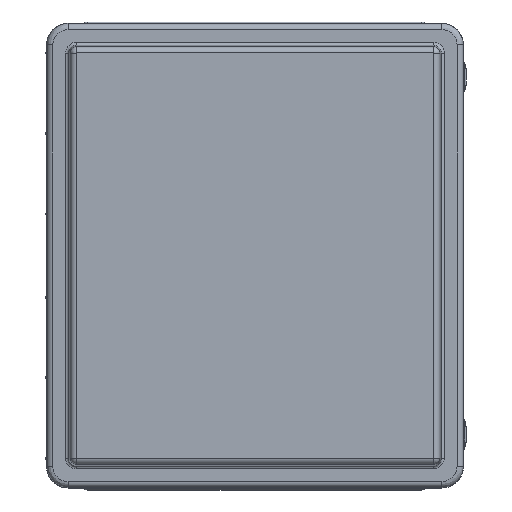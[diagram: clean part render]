
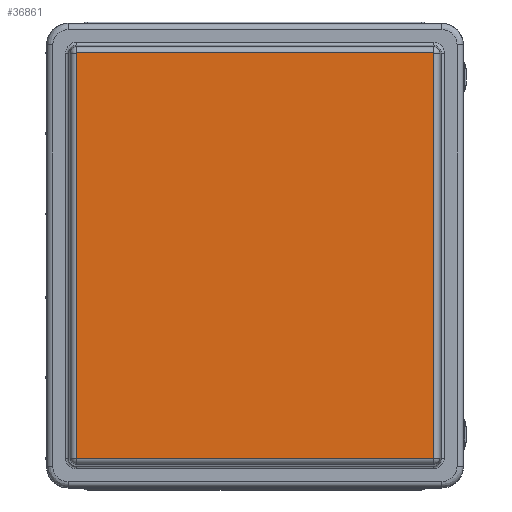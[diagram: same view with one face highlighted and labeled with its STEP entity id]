
A CAD part, top view. The second image highlights one B-rep face of the part: STEP entity #36861.
In plain terms, the highlighted planar face has unit normal (0, 0, 1).
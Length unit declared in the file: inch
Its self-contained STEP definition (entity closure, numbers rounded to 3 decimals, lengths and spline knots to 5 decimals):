
#94 = CARTESIAN_POINT ( 'NONE',  ( 7.50285, 8.50292, 2.07939 ) ) ;
#152 = LINE ( 'NONE', #18996, #9282 ) ;
#2470 = CARTESIAN_POINT ( 'NONE',  ( 7.51063, -8.49763, 2.07939 ) ) ;
#3877 = EDGE_CURVE ( 'NONE', #55329, #47223, #4075, .T. ) ;
#4075 = B_SPLINE_CURVE_WITH_KNOTS ( 'NONE', 3,
 ( #43081, #62790, #47717, #52604, #43496, #13852, #23634, #33916, #94, #4343 ),
 .UNSPECIFIED., .F., .F.,
 ( 4, 2, 2, 2, 4 ),
 ( 0., 0.5, 0.625, 0.75, 1. ),
 .UNSPECIFIED. ) ;
#4343 = CARTESIAN_POINT ( 'NONE',  ( 7.5015, 8.50292, 2.07939 ) ) ;
#5306 = CARTESIAN_POINT ( 'NONE',  ( -7.48025, 8.49691, 2.07939 ) ) ;
#5556 = CARTESIAN_POINT ( 'NONE',  ( -7.47077, -8.50292, 2.07939 ) ) ;
#6457 = CARTESIAN_POINT ( 'NONE',  ( -7.48123, -4.24622, 2.07939 ) ) ;
#7526 = CARTESIAN_POINT ( 'NONE',  ( 7.51173, -8.49508, 2.07939 ) ) ;
#7570 = CARTESIAN_POINT ( 'NONE',  ( -3.7277, 8.50292, 2.07939 ) ) ;
#9282 = VECTOR ( 'NONE', #38760, 39.37008 ) ;
#10176 = CARTESIAN_POINT ( 'NONE',  ( -7.47364, 8.50292, 2.07939 ) ) ;
#10195 = CARTESIAN_POINT ( 'NONE',  ( -7.47077, -8.50292, 2.07939 ) ) ;
#11050 = AXIS2_PLACEMENT_3D ( 'NONE', #12027, #54999, #45462 ) ;
#11220 = CARTESIAN_POINT ( 'NONE',  ( 7.51197, -8.49245, 2.07939 ) ) ;
#11989 = CARTESIAN_POINT ( 'NONE',  ( 7.50985, -8.49881, 2.07939 ) ) ;
#12027 = CARTESIAN_POINT ( 'NONE',  ( 0.01537, 0., 2.07939 ) ) ;
#12273 = EDGE_CURVE ( 'NONE', #55329, #35957, #152, .T. ) ;
#12809 = ORIENTED_EDGE ( 'NONE', *, *, #12273, .F. ) ;
#13852 = CARTESIAN_POINT ( 'NONE',  ( 7.50668, 8.50158, 2.07939 ) ) ;
#14172 = EDGE_CURVE ( 'NONE', #58282, #18208, #43470, .T. ) ;
#14252 = EDGE_CURVE ( 'NONE', #55104, #53991, #23759, .T. ) ;
#14402 = CARTESIAN_POINT ( 'NONE',  ( -7.48099, 8.49508, 2.07939 ) ) ;
#15036 = CARTESIAN_POINT ( 'NONE',  ( -7.48123, 8.49245, 2.07939 ) ) ;
#15271 = CARTESIAN_POINT ( 'NONE',  ( -7.48123, -8.49245, 2.07939 ) ) ;
#16540 = ORIENTED_EDGE ( 'NONE', *, *, #3877, .T. ) ;
#17096 = CARTESIAN_POINT ( 'NONE',  ( 7.5015, -8.50292, 2.07939 ) ) ;
#17253 = ORIENTED_EDGE ( 'NONE', *, *, #54503, .T. ) ;
#17297 = CARTESIAN_POINT ( 'NONE',  ( -7.47077, 8.50292, 2.07939 ) ) ;
#17624 = ORIENTED_EDGE ( 'NONE', *, *, #32591, .T. ) ;
#18208 = VERTEX_POINT ( 'NONE', #5556 ) ;
#18996 = CARTESIAN_POINT ( 'NONE',  ( 7.51197, 4.24623, 2.07939 ) ) ;
#19668 = EDGE_LOOP ( 'NONE', ( #49857, #47799, #17624, #12809, #16540, #40968, #17253, #28243 ) ) ;
#19979 = CARTESIAN_POINT ( 'NONE',  ( -7.47989, 8.49763, 2.07939 ) ) ;
#20755 = CARTESIAN_POINT ( 'NONE',  ( 7.5015, 8.50292, 2.07939 ) ) ;
#23634 = CARTESIAN_POINT ( 'NONE',  ( 7.50597, 8.50194, 2.07939 ) ) ;
#23759 = LINE ( 'NONE', #6457, #48770 ) ;
#24204 = CARTESIAN_POINT ( 'NONE',  ( -7.47767, -8.50035, 2.07939 ) ) ;
#24399 = CARTESIAN_POINT ( 'NONE',  ( -7.47594, -8.50158, 2.07939 ) ) ;
#24631 = CARTESIAN_POINT ( 'NONE',  ( -7.48123, -8.49245, 2.07939 ) ) ;
#25962 = DIRECTION ( 'NONE',  ( 0., 1., 0. ) ) ;
#27482 = EDGE_CURVE ( 'NONE', #42022, #47223, #37154, .T. ) ;
#28243 = ORIENTED_EDGE ( 'NONE', *, *, #14252, .F. ) ;
#28942 = B_SPLINE_CURVE_WITH_KNOTS ( 'NONE', 3,
 ( #17096, #45639, #50943, #36477, #11989, #2470, #55372, #7526, #60109, #36692 ),
 .UNSPECIFIED., .F., .F.,
 ( 4, 2, 2, 2, 4 ),
 ( 0., 0.5, 0.625, 0.75, 1. ),
 .UNSPECIFIED. ) ;
#29860 = CARTESIAN_POINT ( 'NONE',  ( 7.51197, 8.49245, 2.07939 ) ) ;
#32591 = EDGE_CURVE ( 'NONE', #58282, #35957, #28942, .T. ) ;
#33413 = CARTESIAN_POINT ( 'NONE',  ( -7.47077, 8.50292, 2.07939 ) ) ;
#33619 = CARTESIAN_POINT ( 'NONE',  ( -7.47867, 8.49935, 2.07939 ) ) ;
#33916 = CARTESIAN_POINT ( 'NONE',  ( 7.50414, 8.50267, 2.07939 ) ) ;
#34782 = CARTESIAN_POINT ( 'NONE',  ( 3.75844, -8.50292, 2.07939 ) ) ;
#35878 = B_SPLINE_CURVE_WITH_KNOTS ( 'NONE', 3,
 ( #33413, #10176, #53145, #33619, #58677, #19979, #5306, #14402, #38689, #15036 ),
 .UNSPECIFIED., .F., .F.,
 ( 4, 2, 2, 2, 4 ),
 ( 0., 0.5, 0.625, 0.75, 1. ),
 .UNSPECIFIED. ) ;
#35957 = VERTEX_POINT ( 'NONE', #11220 ) ;
#36477 = CARTESIAN_POINT ( 'NONE',  ( 7.50941, -8.49935, 2.07939 ) ) ;
#36509 = PLANE ( 'NONE',  #11050 ) ;
#36692 = CARTESIAN_POINT ( 'NONE',  ( 7.51197, -8.49245, 2.07939 ) ) ;
#36861 = ADVANCED_FACE ( 'NONE', ( #44458 ), #36509, .T. ) ;
#37154 = LINE ( 'NONE', #7570, #48576 ) ;
#38689 = CARTESIAN_POINT ( 'NONE',  ( -7.48123, 8.4938, 2.07939 ) ) ;
#38760 = DIRECTION ( 'NONE',  ( 0., -1., 0. ) ) ;
#39140 = CARTESIAN_POINT ( 'NONE',  ( -7.48016, -8.49784, 2.07939 ) ) ;
#40968 = ORIENTED_EDGE ( 'NONE', *, *, #27482, .F. ) ;
#42022 = VERTEX_POINT ( 'NONE', #17297 ) ;
#43081 = CARTESIAN_POINT ( 'NONE',  ( 7.51197, 8.49245, 2.07939 ) ) ;
#43470 = LINE ( 'NONE', #34782, #44256 ) ;
#43496 = CARTESIAN_POINT ( 'NONE',  ( 7.50787, 8.5008, 2.07939 ) ) ;
#43651 = CARTESIAN_POINT ( 'NONE',  ( -7.48123, -8.49532, 2.07939 ) ) ;
#44065 = CARTESIAN_POINT ( 'NONE',  ( -7.47211, -8.50292, 2.07939 ) ) ;
#44256 = VECTOR ( 'NONE', #44576, 39.37008 ) ;
#44458 = FACE_OUTER_BOUND ( 'NONE', #19668, .T. ) ;
#44576 = DIRECTION ( 'NONE',  ( -1., 0., 0. ) ) ;
#45462 = DIRECTION ( 'NONE',  ( 1., 0., 0. ) ) ;
#45639 = CARTESIAN_POINT ( 'NONE',  ( 7.50438, -8.50292, 2.07939 ) ) ;
#46289 = DIRECTION ( 'NONE',  ( 1., 0., 0. ) ) ;
#47223 = VERTEX_POINT ( 'NONE', #20755 ) ;
#47717 = CARTESIAN_POINT ( 'NONE',  ( 7.5109, 8.49784, 2.07939 ) ) ;
#47799 = ORIENTED_EDGE ( 'NONE', *, *, #14172, .F. ) ;
#48576 = VECTOR ( 'NONE', #46289, 39.37008 ) ;
#48770 = VECTOR ( 'NONE', #25962, 39.37008 ) ;
#49142 = EDGE_CURVE ( 'NONE', #55104, #18208, #54975, .T. ) ;
#49857 = ORIENTED_EDGE ( 'NONE', *, *, #49142, .T. ) ;
#50943 = CARTESIAN_POINT ( 'NONE',  ( 7.5069, -8.50184, 2.07939 ) ) ;
#52604 = CARTESIAN_POINT ( 'NONE',  ( 7.50841, 8.50035, 2.07939 ) ) ;
#53145 = CARTESIAN_POINT ( 'NONE',  ( -7.47616, 8.50184, 2.07939 ) ) ;
#53373 = CARTESIAN_POINT ( 'NONE',  ( -7.47713, -8.5008, 2.07939 ) ) ;
#53991 = VERTEX_POINT ( 'NONE', #54696 ) ;
#54503 = EDGE_CURVE ( 'NONE', #42022, #53991, #35878, .T. ) ;
#54696 = CARTESIAN_POINT ( 'NONE',  ( -7.48123, 8.49245, 2.07939 ) ) ;
#54975 = B_SPLINE_CURVE_WITH_KNOTS ( 'NONE', 3,
 ( #24631, #43651, #39140, #24204, #53373, #24399, #58291, #58491, #44065, #10195 ),
 .UNSPECIFIED., .F., .F.,
 ( 4, 2, 2, 2, 4 ),
 ( 0., 0.5, 0.625, 0.75, 1. ),
 .UNSPECIFIED. ) ;
#54999 = DIRECTION ( 'NONE',  ( 0., 0., 1. ) ) ;
#55104 = VERTEX_POINT ( 'NONE', #15271 ) ;
#55329 = VERTEX_POINT ( 'NONE', #29860 ) ;
#55372 = CARTESIAN_POINT ( 'NONE',  ( 7.51099, -8.49691, 2.07939 ) ) ;
#58282 = VERTEX_POINT ( 'NONE', #60416 ) ;
#58291 = CARTESIAN_POINT ( 'NONE',  ( -7.47523, -8.50194, 2.07939 ) ) ;
#58491 = CARTESIAN_POINT ( 'NONE',  ( -7.4734, -8.50267, 2.07939 ) ) ;
#58677 = CARTESIAN_POINT ( 'NONE',  ( -7.47911, 8.49881, 2.07939 ) ) ;
#60109 = CARTESIAN_POINT ( 'NONE',  ( 7.51197, -8.4938, 2.07939 ) ) ;
#60416 = CARTESIAN_POINT ( 'NONE',  ( 7.5015, -8.50292, 2.07939 ) ) ;
#62790 = CARTESIAN_POINT ( 'NONE',  ( 7.51197, 8.49532, 2.07939 ) ) ;
